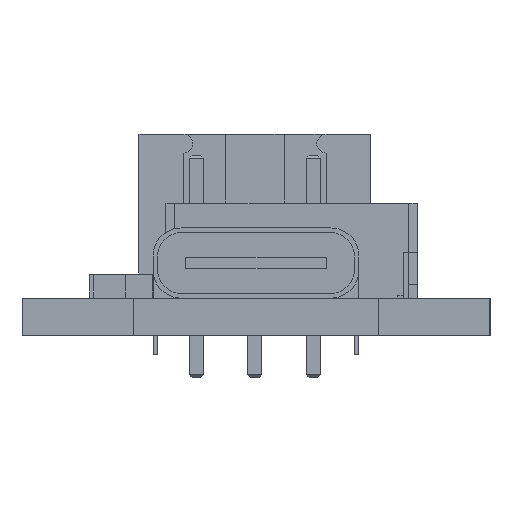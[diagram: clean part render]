
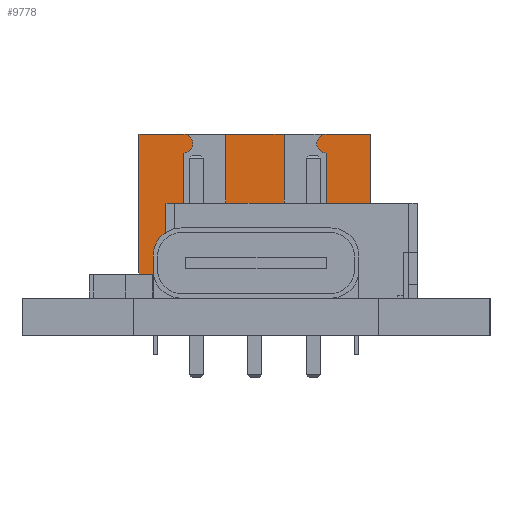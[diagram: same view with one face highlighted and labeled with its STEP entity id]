
A CAD part, left-side view. The second image highlights one B-rep face of the part: STEP entity #9778.
In plain terms, the highlighted face is planar.
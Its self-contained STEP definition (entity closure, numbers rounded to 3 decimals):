
#521=PLANE('',#10504);
#1181=FACE_OUTER_BOUND('',#1715,.T.);
#1715=EDGE_LOOP('',(#9082,#9083,#9084,#9085,#9086,#9087,#9088,#9089,#9090,
#9091,#9092,#9093,#9094,#9095,#9096,#9097,#9098,#9099,#9100,#9101,#9102,
#9103,#9104,#9105,#9106,#9107));
#2924=LINE('',#15461,#4200);
#2930=LINE('',#15473,#4206);
#2932=LINE('',#15476,#4208);
#2934=LINE('',#15482,#4210);
#2940=LINE('',#15494,#4216);
#2942=LINE('',#15497,#4218);
#2943=LINE('',#15500,#4219);
#2944=LINE('',#15502,#4220);
#2945=LINE('',#15504,#4221);
#2946=LINE('',#15508,#4222);
#2947=LINE('',#15510,#4223);
#2948=LINE('',#15512,#4224);
#2949=LINE('',#15514,#4225);
#2950=LINE('',#15516,#4226);
#2951=LINE('',#15518,#4227);
#2952=LINE('',#15520,#4228);
#2953=LINE('',#15524,#4229);
#2954=LINE('',#15526,#4230);
#2955=LINE('',#15528,#4231);
#2956=LINE('',#15530,#4232);
#2957=LINE('',#15532,#4233);
#2958=LINE('',#15534,#4234);
#2959=LINE('',#15535,#4235);
#2960=LINE('',#15536,#4236);
#4200=VECTOR('',#12759,10.);
#4206=VECTOR('',#12767,10.);
#4208=VECTOR('',#12771,10.);
#4210=VECTOR('',#12775,10.);
#4216=VECTOR('',#12783,10.);
#4218=VECTOR('',#12787,10.);
#4219=VECTOR('',#12790,10.);
#4220=VECTOR('',#12791,10.);
#4221=VECTOR('',#12792,10.);
#4222=VECTOR('',#12795,10.);
#4223=VECTOR('',#12796,10.);
#4224=VECTOR('',#12797,10.);
#4225=VECTOR('',#12798,10.);
#4226=VECTOR('',#12799,10.);
#4227=VECTOR('',#12800,10.);
#4228=VECTOR('',#12801,10.);
#4229=VECTOR('',#12804,10.);
#4230=VECTOR('',#12805,10.);
#4231=VECTOR('',#12806,10.);
#4232=VECTOR('',#12807,10.);
#4233=VECTOR('',#12808,10.);
#4234=VECTOR('',#12809,10.);
#4235=VECTOR('',#12810,10.);
#4236=VECTOR('',#12811,10.);
#4367=CIRCLE('',#10505,0.4);
#4368=CIRCLE('',#10506,0.4);
#5183=VERTEX_POINT('',#15457);
#5185=VERTEX_POINT('',#15460);
#5188=VERTEX_POINT('',#15467);
#5190=VERTEX_POINT('',#15471);
#5191=VERTEX_POINT('',#15478);
#5193=VERTEX_POINT('',#15481);
#5196=VERTEX_POINT('',#15488);
#5198=VERTEX_POINT('',#15492);
#5199=VERTEX_POINT('',#15499);
#5200=VERTEX_POINT('',#15501);
#5201=VERTEX_POINT('',#15503);
#5202=VERTEX_POINT('',#15505);
#5203=VERTEX_POINT('',#15507);
#5204=VERTEX_POINT('',#15509);
#5205=VERTEX_POINT('',#15511);
#5206=VERTEX_POINT('',#15513);
#5207=VERTEX_POINT('',#15515);
#5208=VERTEX_POINT('',#15517);
#5209=VERTEX_POINT('',#15519);
#5210=VERTEX_POINT('',#15521);
#5211=VERTEX_POINT('',#15523);
#5212=VERTEX_POINT('',#15525);
#5213=VERTEX_POINT('',#15527);
#5214=VERTEX_POINT('',#15529);
#5215=VERTEX_POINT('',#15531);
#5216=VERTEX_POINT('',#15533);
#6492=EDGE_CURVE('',#5185,#5183,#2924,.T.);
#6498=EDGE_CURVE('',#5188,#5190,#2930,.T.);
#6500=EDGE_CURVE('',#5190,#5185,#2932,.T.);
#6502=EDGE_CURVE('',#5193,#5191,#2934,.T.);
#6508=EDGE_CURVE('',#5196,#5198,#2940,.T.);
#6510=EDGE_CURVE('',#5198,#5193,#2942,.T.);
#6511=EDGE_CURVE('',#5199,#5183,#2943,.T.);
#6512=EDGE_CURVE('',#5199,#5200,#2944,.T.);
#6513=EDGE_CURVE('',#5200,#5201,#2945,.T.);
#6514=EDGE_CURVE('',#5201,#5202,#4367,.T.);
#6515=EDGE_CURVE('',#5202,#5203,#2946,.T.);
#6516=EDGE_CURVE('',#5203,#5204,#2947,.T.);
#6517=EDGE_CURVE('',#5204,#5205,#2948,.T.);
#6518=EDGE_CURVE('',#5205,#5206,#2949,.T.);
#6519=EDGE_CURVE('',#5206,#5207,#2950,.T.);
#6520=EDGE_CURVE('',#5207,#5208,#2951,.T.);
#6521=EDGE_CURVE('',#5208,#5209,#2952,.T.);
#6522=EDGE_CURVE('',#5209,#5210,#4368,.T.);
#6523=EDGE_CURVE('',#5210,#5211,#2953,.T.);
#6524=EDGE_CURVE('',#5212,#5211,#2954,.T.);
#6525=EDGE_CURVE('',#5213,#5212,#2955,.T.);
#6526=EDGE_CURVE('',#5213,#5214,#2956,.T.);
#6527=EDGE_CURVE('',#5214,#5215,#2957,.T.);
#6528=EDGE_CURVE('',#5215,#5216,#2958,.T.);
#6529=EDGE_CURVE('',#5196,#5216,#2959,.T.);
#6530=EDGE_CURVE('',#5188,#5191,#2960,.T.);
#9082=ORIENTED_EDGE('',*,*,#6498,.T.);
#9083=ORIENTED_EDGE('',*,*,#6500,.T.);
#9084=ORIENTED_EDGE('',*,*,#6492,.T.);
#9085=ORIENTED_EDGE('',*,*,#6511,.F.);
#9086=ORIENTED_EDGE('',*,*,#6512,.T.);
#9087=ORIENTED_EDGE('',*,*,#6513,.T.);
#9088=ORIENTED_EDGE('',*,*,#6514,.T.);
#9089=ORIENTED_EDGE('',*,*,#6515,.T.);
#9090=ORIENTED_EDGE('',*,*,#6516,.T.);
#9091=ORIENTED_EDGE('',*,*,#6517,.T.);
#9092=ORIENTED_EDGE('',*,*,#6518,.T.);
#9093=ORIENTED_EDGE('',*,*,#6519,.T.);
#9094=ORIENTED_EDGE('',*,*,#6520,.T.);
#9095=ORIENTED_EDGE('',*,*,#6521,.T.);
#9096=ORIENTED_EDGE('',*,*,#6522,.T.);
#9097=ORIENTED_EDGE('',*,*,#6523,.T.);
#9098=ORIENTED_EDGE('',*,*,#6524,.F.);
#9099=ORIENTED_EDGE('',*,*,#6525,.F.);
#9100=ORIENTED_EDGE('',*,*,#6526,.T.);
#9101=ORIENTED_EDGE('',*,*,#6527,.T.);
#9102=ORIENTED_EDGE('',*,*,#6528,.T.);
#9103=ORIENTED_EDGE('',*,*,#6529,.F.);
#9104=ORIENTED_EDGE('',*,*,#6508,.T.);
#9105=ORIENTED_EDGE('',*,*,#6510,.T.);
#9106=ORIENTED_EDGE('',*,*,#6502,.T.);
#9107=ORIENTED_EDGE('',*,*,#6530,.F.);
#9778=ADVANCED_FACE('',(#1181),#521,.T.);
#10504=AXIS2_PLACEMENT_3D('',#15498,#12788,#12789);
#10505=AXIS2_PLACEMENT_3D('',#15506,#12793,#12794);
#10506=AXIS2_PLACEMENT_3D('',#15522,#12802,#12803);
#12759=DIRECTION('',(0.,-1.,0.));
#12767=DIRECTION('',(0.,1.,0.));
#12771=DIRECTION('',(0.,0.,-1.));
#12775=DIRECTION('',(0.,-1.,0.));
#12783=DIRECTION('',(0.,1.,0.));
#12787=DIRECTION('',(0.,0.,-1.));
#12788=DIRECTION('center_axis',(1.,0.,0.));
#12789=DIRECTION('ref_axis',(0.,1.,0.));
#12790=DIRECTION('',(0.,0.,1.));
#12791=DIRECTION('',(0.,1.,0.));
#12792=DIRECTION('',(0.,0.,1.));
#12793=DIRECTION('center_axis',(1.,0.,0.));
#12794=DIRECTION('ref_axis',(0.,-1.,0.));
#12795=DIRECTION('',(0.,-1.,0.));
#12796=DIRECTION('',(0.,0.,1.));
#12797=DIRECTION('',(0.,1.,0.));
#12798=DIRECTION('',(0.,0.,1.));
#12799=DIRECTION('',(0.,-1.,0.));
#12800=DIRECTION('',(0.,0.,1.));
#12801=DIRECTION('',(0.,1.,0.));
#12802=DIRECTION('center_axis',(1.,0.,0.));
#12803=DIRECTION('ref_axis',(0.,1.,0.));
#12804=DIRECTION('',(0.,0.,1.));
#12805=DIRECTION('',(0.,1.,0.));
#12806=DIRECTION('',(0.,0.,1.));
#12807=DIRECTION('',(0.,1.,0.));
#12808=DIRECTION('',(0.,0.,-1.));
#12809=DIRECTION('',(0.,-1.,0.));
#12810=DIRECTION('',(0.,0.,1.));
#12811=DIRECTION('',(0.,0.,1.));
#15457=CARTESIAN_POINT('',(5.75,0.,1.6));
#15460=CARTESIAN_POINT('',(5.75,0.5,1.6));
#15461=CARTESIAN_POINT('',(5.75,0.,1.6));
#15467=CARTESIAN_POINT('',(5.75,0.,3.3));
#15471=CARTESIAN_POINT('',(5.75,0.5,3.3));
#15473=CARTESIAN_POINT('',(5.75,0.,3.3));
#15476=CARTESIAN_POINT('',(5.75,0.5,1.225));
#15478=CARTESIAN_POINT('',(5.75,0.,4.1));
#15481=CARTESIAN_POINT('',(5.75,0.5,4.1));
#15482=CARTESIAN_POINT('',(5.75,0.,4.1));
#15488=CARTESIAN_POINT('',(5.75,0.,5.8));
#15492=CARTESIAN_POINT('',(5.75,0.5,5.8));
#15494=CARTESIAN_POINT('',(5.75,0.,5.8));
#15497=CARTESIAN_POINT('',(5.75,0.5,2.475));
#15498=CARTESIAN_POINT('Origin',(5.75,0.,0.));
#15499=CARTESIAN_POINT('',(5.75,0.,0.));
#15500=CARTESIAN_POINT('',(5.75,0.,0.));
#15501=CARTESIAN_POINT('',(5.75,7.,0.));
#15502=CARTESIAN_POINT('',(5.75,0.,0.));
#15503=CARTESIAN_POINT('',(5.75,7.,1.9));
#15504=CARTESIAN_POINT('',(5.75,7.,0.));
#15505=CARTESIAN_POINT('',(5.75,6.2,1.9));
#15506=CARTESIAN_POINT('Origin',(5.75,6.6,1.9));
#15507=CARTESIAN_POINT('',(5.75,3.2,1.9));
#15508=CARTESIAN_POINT('',(5.75,3.1,1.9));
#15509=CARTESIAN_POINT('',(5.75,3.2,3.7));
#15510=CARTESIAN_POINT('',(5.75,3.2,0.95));
#15511=CARTESIAN_POINT('',(5.75,7.,3.7));
#15512=CARTESIAN_POINT('',(5.75,1.6,3.7));
#15513=CARTESIAN_POINT('',(5.75,7.,6.2));
#15514=CARTESIAN_POINT('',(5.75,7.,0.));
#15515=CARTESIAN_POINT('',(5.75,3.2,6.2));
#15516=CARTESIAN_POINT('',(5.75,3.5,6.2));
#15517=CARTESIAN_POINT('',(5.75,3.2,8.));
#15518=CARTESIAN_POINT('',(5.75,3.2,3.1));
#15519=CARTESIAN_POINT('',(5.75,6.2,8.));
#15520=CARTESIAN_POINT('',(5.75,1.6,8.));
#15521=CARTESIAN_POINT('',(5.75,7.,8.));
#15522=CARTESIAN_POINT('Origin',(5.75,6.6,8.));
#15523=CARTESIAN_POINT('',(5.75,7.,9.9));
#15524=CARTESIAN_POINT('',(5.75,7.,0.));
#15525=CARTESIAN_POINT('',(5.75,0.,9.9));
#15526=CARTESIAN_POINT('',(5.75,0.,9.9));
#15527=CARTESIAN_POINT('',(5.75,0.,8.3));
#15528=CARTESIAN_POINT('',(5.75,0.,0.));
#15529=CARTESIAN_POINT('',(5.75,0.5,8.3));
#15530=CARTESIAN_POINT('',(5.75,0.,8.3));
#15531=CARTESIAN_POINT('',(5.75,0.5,6.6));
#15532=CARTESIAN_POINT('',(5.75,0.5,3.725));
#15533=CARTESIAN_POINT('',(5.75,0.,6.6));
#15534=CARTESIAN_POINT('',(5.75,0.,6.6));
#15535=CARTESIAN_POINT('',(5.75,0.,0.));
#15536=CARTESIAN_POINT('',(5.75,0.,0.));
